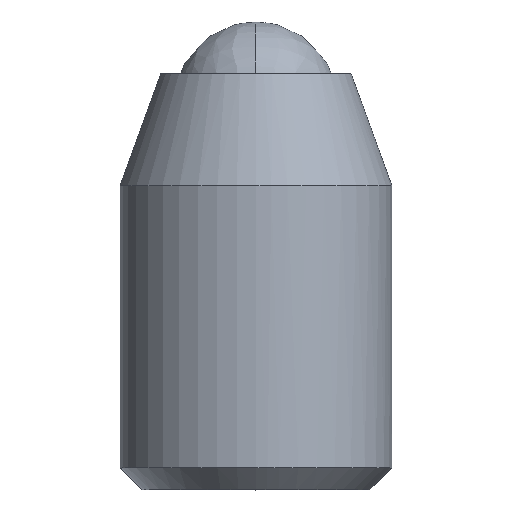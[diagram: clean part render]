
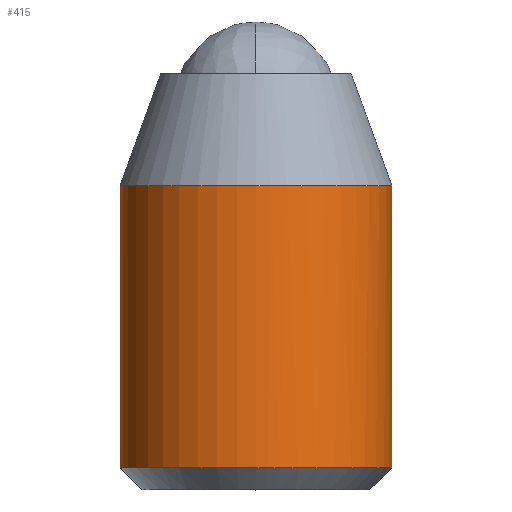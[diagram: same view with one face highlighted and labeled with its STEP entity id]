
A CAD part, top view. The second image highlights one B-rep face of the part: STEP entity #415.
In plain terms, the highlighted free-form (B-spline) face has degree [2, 1] with [9, 2] control points.
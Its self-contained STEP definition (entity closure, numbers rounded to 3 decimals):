
#234=CARTESIAN_POINT('',(-0.586,-1.931,-2.43));
#235=CARTESIAN_POINT('',(-0.372,-1.931,-2.482));
#236=CARTESIAN_POINT('',(-0.153,-1.931,-2.495));
#237=CARTESIAN_POINT('',(2.343,-1.931,-2.648));
#238=CARTESIAN_POINT('',(2.495,-1.931,-0.153));
#239=CARTESIAN_POINT('',(2.648,-1.931,2.343));
#240=CARTESIAN_POINT('',(0.153,-1.931,2.495));
#241=CARTESIAN_POINT('',(-2.343,-1.931,2.648));
#242=CARTESIAN_POINT('',(-2.495,-1.931,0.153));
#243=CARTESIAN_POINT('',(-0.586,-7.383,-2.43));
#244=CARTESIAN_POINT('',(-0.372,-7.383,-2.482));
#245=CARTESIAN_POINT('',(-0.153,-7.383,-2.495));
#246=CARTESIAN_POINT('',(2.343,-7.383,-2.648));
#247=CARTESIAN_POINT('',(2.495,-7.383,-0.153));
#248=CARTESIAN_POINT('',(2.648,-7.383,2.343));
#249=CARTESIAN_POINT('',(0.153,-7.383,2.495));
#250=CARTESIAN_POINT('',(-2.343,-7.383,2.648));
#251=CARTESIAN_POINT('',(-2.495,-7.383,0.153));
#259=(BOUNDED_SURFACE()B_SPLINE_SURFACE(2,1,((#234,#243),(#235,#244),(#236,#245),(#237,#246),(#238,#247),(#239,#248),(#240,#249),(#241,#250),(#242,#251)),.UNSPECIFIED.,.F.,.F.,.U.)B_SPLINE_SURFACE_WITH_KNOTS((3,2,2,2,3),(2,2),(0.0,0.497,4.639,8.781,12.923),(0.0,5.452),.UNSPECIFIED.)GEOMETRIC_REPRESENTATION_ITEM()RATIONAL_B_SPLINE_SURFACE(((0.938,0.938),(0.965,0.965),(1.0,1.0),(0.707,0.707),(1.0,1.0),(0.707,0.707),(1.0,1.0),(0.707,0.707),(1.0,1.0)))REPRESENTATION_ITEM('')SURFACE());
#260=CARTESIAN_POINT('',(-0.586,-7.25,-2.43));
#261=VERTEX_POINT('',#260);
#262=CARTESIAN_POINT('',(0.0,-7.25,-2.5));
#263=VERTEX_POINT('',#262);
#264=CARTESIAN_POINT('',(-0.586,-7.25,-2.43));
#265=CARTESIAN_POINT('',(-0.297,-7.25,-2.5));
#266=CARTESIAN_POINT('',(0.0,-7.25,-2.5));
#274=(BOUNDED_CURVE()B_SPLINE_CURVE(2,(#264,#265,#266),.UNSPECIFIED.,.F.,.U.)B_SPLINE_CURVE_WITH_KNOTS((3,3),(0.96,1.0),.UNSPECIFIED.)CURVE()GEOMETRIC_REPRESENTATION_ITEM()RATIONAL_B_SPLINE_CURVE((0.921,0.953,1.0))REPRESENTATION_ITEM(''));
#275=EDGE_CURVE('',#261,#263,#274,.T.);
#276=ORIENTED_EDGE('',*,*,#275,.F.);
#277=CARTESIAN_POINT('',(-0.586,-2.061,-2.43));
#278=VERTEX_POINT('',#277);
#279=CARTESIAN_POINT('',(-0.586,-2.061,-2.43));
#280=CARTESIAN_POINT('',(-0.586,-7.25,-2.43));
#281=QUASI_UNIFORM_CURVE('',1,(#279,#280),.UNSPECIFIED.,.F.,.U.);
#282=EDGE_CURVE('',#278,#261,#281,.T.);
#283=ORIENTED_EDGE('',*,*,#282,.F.);
#284=CARTESIAN_POINT('',(0.0,-2.061,-2.5));
#285=VERTEX_POINT('',#284);
#286=CARTESIAN_POINT('',(-0.586,-2.061,-2.43));
#287=CARTESIAN_POINT('',(-0.297,-2.061,-2.5));
#288=CARTESIAN_POINT('',(0.0,-2.061,-2.5));
#296=(BOUNDED_CURVE()B_SPLINE_CURVE(2,(#286,#287,#288),.UNSPECIFIED.,.F.,.U.)B_SPLINE_CURVE_WITH_KNOTS((3,3),(0.96,1.0),.UNSPECIFIED.)CURVE()GEOMETRIC_REPRESENTATION_ITEM()RATIONAL_B_SPLINE_CURVE((0.921,0.953,1.0))REPRESENTATION_ITEM(''));
#297=EDGE_CURVE('',#278,#285,#296,.T.);
#298=ORIENTED_EDGE('',*,*,#297,.T.);
#299=CARTESIAN_POINT('',(2.483,-2.061,-0.295));
#300=VERTEX_POINT('',#299);
#301=CARTESIAN_POINT('',(0.0,-2.061,-2.5));
#302=CARTESIAN_POINT('',(2.22,-2.061,-2.5));
#303=CARTESIAN_POINT('',(2.483,-2.061,-0.295));
#311=(BOUNDED_CURVE()B_SPLINE_CURVE(2,(#301,#302,#303),.UNSPECIFIED.,.F.,.U.)B_SPLINE_CURVE_WITH_KNOTS((3,3),(0.0,0.23),.UNSPECIFIED.)CURVE()GEOMETRIC_REPRESENTATION_ITEM()RATIONAL_B_SPLINE_CURVE((1.0,0.731,0.956))REPRESENTATION_ITEM(''));
#312=EDGE_CURVE('',#285,#300,#311,.T.);
#313=ORIENTED_EDGE('',*,*,#312,.T.);
#314=CARTESIAN_POINT('',(0.0,-2.061,2.5));
#315=VERTEX_POINT('',#314);
#316=CARTESIAN_POINT('',(2.483,-2.061,-0.295));
#317=CARTESIAN_POINT('',(2.5,-2.061,-0.148));
#318=CARTESIAN_POINT('',(2.5,-2.061,0.));
#319=CARTESIAN_POINT('',(2.5,-2.061,2.5));
#320=CARTESIAN_POINT('',(0.0,-2.061,2.5));
#328=(BOUNDED_CURVE()B_SPLINE_CURVE(2,(#316,#317,#318,#319,#320),.UNSPECIFIED.,.F.,.U.)B_SPLINE_CURVE_WITH_KNOTS((3,2,3),(0.23,0.25,0.5),.UNSPECIFIED.)CURVE()GEOMETRIC_REPRESENTATION_ITEM()RATIONAL_B_SPLINE_CURVE((0.956,0.976,1.0,0.707,1.0))REPRESENTATION_ITEM(''));
#329=EDGE_CURVE('',#300,#315,#328,.T.);
#330=ORIENTED_EDGE('',*,*,#329,.T.);
#331=CARTESIAN_POINT('',(-2.495,-2.061,0.153));
#332=VERTEX_POINT('',#331);
#333=CARTESIAN_POINT('',(0.0,-2.061,2.5));
#334=CARTESIAN_POINT('',(-2.352,-2.061,2.5));
#335=CARTESIAN_POINT('',(-2.495,-2.061,0.153));
#343=(BOUNDED_CURVE()B_SPLINE_CURVE(2,(#333,#334,#335),.UNSPECIFIED.,.F.,.U.)B_SPLINE_CURVE_WITH_KNOTS((3,3),(0.5,0.739),.UNSPECIFIED.)CURVE()GEOMETRIC_REPRESENTATION_ITEM()RATIONAL_B_SPLINE_CURVE((1.0,0.72,0.976))REPRESENTATION_ITEM(''));
#344=EDGE_CURVE('',#315,#332,#343,.T.);
#345=ORIENTED_EDGE('',*,*,#344,.T.);
#346=CARTESIAN_POINT('',(-2.495,-7.25,0.153));
#347=VERTEX_POINT('',#346);
#348=CARTESIAN_POINT('',(-2.495,-2.061,0.153));
#349=CARTESIAN_POINT('',(-2.495,-7.25,0.153));
#350=QUASI_UNIFORM_CURVE('',1,(#348,#349),.UNSPECIFIED.,.F.,.U.);
#351=EDGE_CURVE('',#332,#347,#350,.T.);
#352=ORIENTED_EDGE('',*,*,#351,.T.);
#353=CARTESIAN_POINT('',(-2.492,-7.25,0.196));
#354=VERTEX_POINT('',#353);
#355=CARTESIAN_POINT('',(-2.492,-7.25,0.196));
#356=CARTESIAN_POINT('',(-2.494,-7.25,0.174));
#357=CARTESIAN_POINT('',(-2.495,-7.25,0.153));
#365=(BOUNDED_CURVE()B_SPLINE_CURVE(2,(#355,#356,#357),.UNSPECIFIED.,.F.,.U.)B_SPLINE_CURVE_WITH_KNOTS((3,3),(0.736,0.739),.UNSPECIFIED.)CURVE()GEOMETRIC_REPRESENTATION_ITEM()RATIONAL_B_SPLINE_CURVE((0.97,0.973,0.976))REPRESENTATION_ITEM(''));
#366=EDGE_CURVE('',#354,#347,#365,.T.);
#367=ORIENTED_EDGE('',*,*,#366,.F.);
#368=CARTESIAN_POINT('',(0.0,-7.25,2.5));
#369=VERTEX_POINT('',#368);
#370=CARTESIAN_POINT('',(0.0,-7.25,2.5));
#371=CARTESIAN_POINT('',(-2.311,-7.25,2.5));
#372=CARTESIAN_POINT('',(-2.492,-7.25,0.196));
#380=(BOUNDED_CURVE()B_SPLINE_CURVE(2,(#370,#371,#372),.UNSPECIFIED.,.F.,.U.)B_SPLINE_CURVE_WITH_KNOTS((3,3),(0.5,0.736),.UNSPECIFIED.)CURVE()GEOMETRIC_REPRESENTATION_ITEM()RATIONAL_B_SPLINE_CURVE((1.0,0.723,0.97))REPRESENTATION_ITEM(''));
#381=EDGE_CURVE('',#369,#354,#380,.T.);
#382=ORIENTED_EDGE('',*,*,#381,.F.);
#383=CARTESIAN_POINT('',(2.492,-7.25,-0.196));
#384=VERTEX_POINT('',#383);
#385=CARTESIAN_POINT('',(2.492,-7.25,-0.196));
#386=CARTESIAN_POINT('',(2.5,-7.25,-0.098));
#387=CARTESIAN_POINT('',(2.5,-7.25,0.));
#388=CARTESIAN_POINT('',(2.5,-7.25,2.5));
#389=CARTESIAN_POINT('',(0.0,-7.25,2.5));
#397=(BOUNDED_CURVE()B_SPLINE_CURVE(2,(#385,#386,#387,#388,#389),.UNSPECIFIED.,.F.,.U.)B_SPLINE_CURVE_WITH_KNOTS((3,2,3),(0.236,0.25,0.5),.UNSPECIFIED.)CURVE()GEOMETRIC_REPRESENTATION_ITEM()RATIONAL_B_SPLINE_CURVE((0.97,0.984,1.0,0.707,1.0))REPRESENTATION_ITEM(''));
#398=EDGE_CURVE('',#384,#369,#397,.T.);
#399=ORIENTED_EDGE('',*,*,#398,.F.);
#400=CARTESIAN_POINT('',(0.0,-7.25,-2.5));
#401=CARTESIAN_POINT('',(2.311,-7.25,-2.5));
#402=CARTESIAN_POINT('',(2.492,-7.25,-0.196));
#410=(BOUNDED_CURVE()B_SPLINE_CURVE(2,(#400,#401,#402),.UNSPECIFIED.,.F.,.U.)B_SPLINE_CURVE_WITH_KNOTS((3,3),(0.0,0.236),.UNSPECIFIED.)CURVE()GEOMETRIC_REPRESENTATION_ITEM()RATIONAL_B_SPLINE_CURVE((1.0,0.723,0.97))REPRESENTATION_ITEM(''));
#411=EDGE_CURVE('',#263,#384,#410,.T.);
#412=ORIENTED_EDGE('',*,*,#411,.F.);
#413=EDGE_LOOP('',(#276,#283,#298,#313,#330,#345,#352,#367,#382,#399,#412));
#414=FACE_OUTER_BOUND('',#413,.T.);
#415=ADVANCED_FACE('',(#414),#259,.T.);
